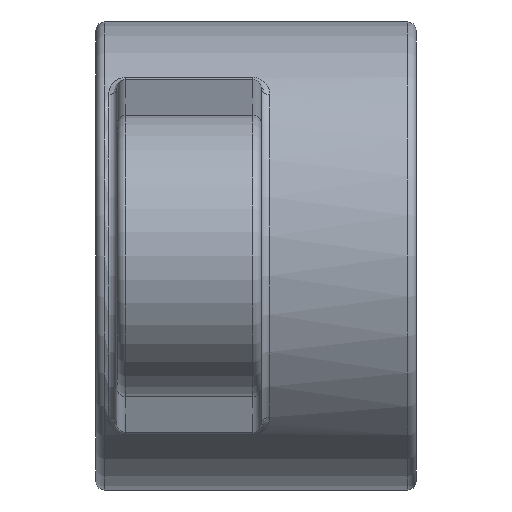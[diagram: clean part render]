
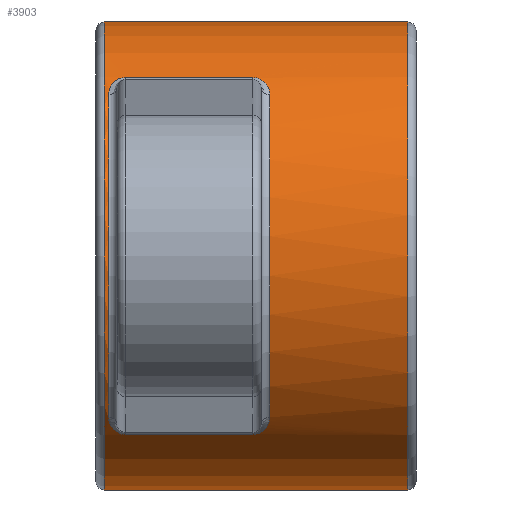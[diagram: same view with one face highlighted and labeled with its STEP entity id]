
A CAD part, left-side view. The second image highlights one B-rep face of the part: STEP entity #3903.
In plain terms, the highlighted cylindrical face has radius 3.325 mm (diameter 6.65 mm), a partial arc.
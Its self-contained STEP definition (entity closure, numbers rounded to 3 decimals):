
#191 = CIRCLE ( 'NONE', #832, 3.325 ) ;
#302 = CARTESIAN_POINT ( 'NONE',  ( -2.2, 2.069, 2.493 ) ) ;
#457 = CARTESIAN_POINT ( 'NONE',  ( -2.151, 1.93, -2.535 ) ) ;
#512 = EDGE_CURVE ( 'NONE', #571, #3821, #1749, .T. ) ;
#556 = CIRCLE ( 'NONE', #6027, 3.325 ) ;
#571 = VERTEX_POINT ( 'NONE', #6784 ) ;
#581 = CYLINDRICAL_SURFACE ( 'NONE', #2160, 3.325 ) ;
#832 = AXIS2_PLACEMENT_3D ( 'NONE', #1960, #1867, #4365 ) ;
#909 = ORIENTED_EDGE ( 'NONE', *, *, #4200, .T. ) ;
#956 = DIRECTION ( 'NONE',  ( 0., 0., 1. ) ) ;
#997 = CARTESIAN_POINT ( 'NONE',  ( -2.163, 2.007, 2.525 ) ) ;
#1007 = EDGE_CURVE ( 'NONE', #6576, #571, #556, .T. ) ;
#1133 = CARTESIAN_POINT ( 'NONE',  ( -2.223, 2.094, -2.472 ) ) ;
#1272 = CARTESIAN_POINT ( 'NONE',  ( -2.224, -0.044, -2.472 ) ) ;
#1485 = CARTESIAN_POINT ( 'NONE',  ( -2.408, 2.17, 2.293 ) ) ;
#1509 = CIRCLE ( 'NONE', #6070, 3.325 ) ;
#1528 = CARTESIAN_POINT ( 'NONE',  ( -2.408, 2.17, 2.293 ) ) ;
#1646 = CARTESIAN_POINT ( 'NONE',  ( -2.354, -0.12, 2.349 ) ) ;
#1749 = B_SPLINE_CURVE_WITH_KNOTS ( 'NONE', 3,
 ( #6872, #7518, #7434, #1272, #3095, #5574, #6826, #8043 ),
 .UNSPECIFIED., .F., .F.,
 ( 4, 2, 2, 4 ),
 ( 0., 0., 0., 0. ),
 .UNSPECIFIED. ) ;
#1847 = ORIENTED_EDGE ( 'NONE', *, *, #4812, .T. ) ;
#1867 = DIRECTION ( 'NONE',  ( 0., 1., 0. ) ) ;
#1881 = VERTEX_POINT ( 'NONE', #2670 ) ;
#1925 = CARTESIAN_POINT ( 'NONE',  ( -2.163, 2.007, -2.525 ) ) ;
#1960 = CARTESIAN_POINT ( 'NONE',  ( 0., -2.08, 0. ) ) ;
#1971 = VERTEX_POINT ( 'NONE', #4062 ) ;
#2145 = EDGE_CURVE ( 'NONE', #4040, #7276, #8045, .T. ) ;
#2160 = AXIS2_PLACEMENT_3D ( 'NONE', #4591, #3412, #3854 ) ;
#2279 = CARTESIAN_POINT ( 'NONE',  ( -2.151, 1.93, 2.535 ) ) ;
#2294 = DIRECTION ( 'NONE',  ( 0., 1., 0. ) ) ;
#2347 = CARTESIAN_POINT ( 'NONE',  ( -2.298, -0.101, 2.404 ) ) ;
#2380 = CARTESIAN_POINT ( 'NONE',  ( -2.151, 1.97, -2.535 ) ) ;
#2473 = CARTESIAN_POINT ( 'NONE',  ( -2.151, 0.12, 2.535 ) ) ;
#2670 = CARTESIAN_POINT ( 'NONE',  ( 0., -2.08, -3.325 ) ) ;
#2734 = VERTEX_POINT ( 'NONE', #6774 ) ;
#2793 = CARTESIAN_POINT ( 'NONE',  ( -2.223, -0.044, 2.472 ) ) ;
#2888 = CARTESIAN_POINT ( 'NONE',  ( -2.224, 2.094, 2.472 ) ) ;
#2890 = ORIENTED_EDGE ( 'NONE', *, *, #4749, .T. ) ;
#2928 = CARTESIAN_POINT ( 'NONE',  ( -2.151, 1.97, 2.535 ) ) ;
#2935 = CARTESIAN_POINT ( 'NONE',  ( 0., -0.12, 0. ) ) ;
#2964 = LINE ( 'NONE', #8062, #3491 ) ;
#2972 = DIRECTION ( 'NONE',  ( 0., 1., 0. ) ) ;
#3002 = CARTESIAN_POINT ( 'NONE',  ( -2.151, -13.805, 2.535 ) ) ;
#3095 = CARTESIAN_POINT ( 'NONE',  ( -2.2, -0.019, -2.493 ) ) ;
#3274 = B_SPLINE_CURVE_WITH_KNOTS ( 'NONE', 3,
 ( #7918, #5966, #7225, #4801, #2793, #2347, #1646, #6617 ),
 .UNSPECIFIED., .F., .F.,
 ( 4, 2, 2, 4 ),
 ( 0., 0., 0., 0. ),
 .UNSPECIFIED. ) ;
#3412 = DIRECTION ( 'NONE',  ( 0., 1., 0. ) ) ;
#3457 = ORIENTED_EDGE ( 'NONE', *, *, #2145, .T. ) ;
#3491 = VECTOR ( 'NONE', #3611, 1000. ) ;
#3508 = DIRECTION ( 'NONE',  ( 0., -1., 0. ) ) ;
#3599 = CARTESIAN_POINT ( 'NONE',  ( 0., 2.23, -3.325 ) ) ;
#3611 = DIRECTION ( 'NONE',  ( 0., 1., 0. ) ) ;
#3621 = CARTESIAN_POINT ( 'NONE',  ( 0., 2.23, 0. ) ) ;
#3639 = CARTESIAN_POINT ( 'NONE',  ( -2.408, -0.12, 2.293 ) ) ;
#3644 = CARTESIAN_POINT ( 'NONE',  ( -2.354, 2.17, -2.349 ) ) ;
#3692 = FACE_OUTER_BOUND ( 'NONE', #7625, .T. ) ;
#3721 = DIRECTION ( 'NONE',  ( 0., -1., 0. ) ) ;
#3736 = CARTESIAN_POINT ( 'NONE',  ( -2.151, 0.12, -2.535 ) ) ;
#3739 = EDGE_CURVE ( 'NONE', #7795, #6587, #7475, .T. ) ;
#3821 = VERTEX_POINT ( 'NONE', #3736 ) ;
#3854 = DIRECTION ( 'NONE',  ( 0., 0., 1. ) ) ;
#3893 = ORIENTED_EDGE ( 'NONE', *, *, #5730, .T. ) ;
#3903 = ADVANCED_FACE ( 'NONE', ( #3692, #6168 ), #581, .T. ) ;
#4040 = VERTEX_POINT ( 'NONE', #457 ) ;
#4062 = CARTESIAN_POINT ( 'NONE',  ( -2.151, 1.93, 2.535 ) ) ;
#4184 = ORIENTED_EDGE ( 'NONE', *, *, #6129, .T. ) ;
#4200 = EDGE_CURVE ( 'NONE', #1971, #7329, #6804, .T. ) ;
#4256 = VECTOR ( 'NONE', #3721, 1000. ) ;
#4262 = VECTOR ( 'NONE', #7737, 1000. ) ;
#4348 = EDGE_CURVE ( 'NONE', #2734, #7795, #5202, .T. ) ;
#4365 = DIRECTION ( 'NONE',  ( 0., 0., 1. ) ) ;
#4418 = CARTESIAN_POINT ( 'NONE',  ( -2.151, 1.93, -2.535 ) ) ;
#4549 = ORIENTED_EDGE ( 'NONE', *, *, #1007, .T. ) ;
#4591 = CARTESIAN_POINT ( 'NONE',  ( 0., -13.805, 0. ) ) ;
#4703 = VECTOR ( 'NONE', #2294, 1000. ) ;
#4749 = EDGE_CURVE ( 'NONE', #7155, #1971, #5666, .T. ) ;
#4801 = CARTESIAN_POINT ( 'NONE',  ( -2.2, -0.019, 2.493 ) ) ;
#4811 = DIRECTION ( 'NONE',  ( 0., 0., 1. ) ) ;
#4812 = EDGE_CURVE ( 'NONE', #7276, #7155, #1509, .T. ) ;
#4868 = CARTESIAN_POINT ( 'NONE',  ( -2.2, 2.069, -2.493 ) ) ;
#4918 = ORIENTED_EDGE ( 'NONE', *, *, #512, .T. ) ;
#5202 = LINE ( 'NONE', #7171, #4262 ) ;
#5297 = EDGE_CURVE ( 'NONE', #1881, #6587, #2964, .T. ) ;
#5298 = CARTESIAN_POINT ( 'NONE',  ( 0., 2.23, 3.325 ) ) ;
#5512 = CARTESIAN_POINT ( 'NONE',  ( -2.298, 2.151, -2.404 ) ) ;
#5574 = CARTESIAN_POINT ( 'NONE',  ( -2.163, 0.043, -2.525 ) ) ;
#5666 = B_SPLINE_CURVE_WITH_KNOTS ( 'NONE', 3,
 ( #1528, #7883, #7153, #2888, #302, #997, #2928, #2279 ),
 .UNSPECIFIED., .F., .F.,
 ( 4, 2, 2, 4 ),
 ( 0., 0., 0., 0. ),
 .UNSPECIFIED. ) ;
#5730 = EDGE_CURVE ( 'NONE', #1881, #2734, #191, .T. ) ;
#5763 = ORIENTED_EDGE ( 'NONE', *, *, #5297, .F. ) ;
#5885 = CARTESIAN_POINT ( 'NONE',  ( 0., 2.17, 0. ) ) ;
#5966 = CARTESIAN_POINT ( 'NONE',  ( -2.151, 0.08, 2.535 ) ) ;
#5992 = CARTESIAN_POINT ( 'NONE',  ( -2.151, -13.805, -2.535 ) ) ;
#6027 = AXIS2_PLACEMENT_3D ( 'NONE', #2935, #6664, #956 ) ;
#6070 = AXIS2_PLACEMENT_3D ( 'NONE', #5885, #2972, #7839 ) ;
#6114 = CARTESIAN_POINT ( 'NONE',  ( -2.408, 2.17, -2.293 ) ) ;
#6129 = EDGE_CURVE ( 'NONE', #7329, #6576, #3274, .T. ) ;
#6168 = FACE_BOUND ( 'NONE', #7352, .T. ) ;
#6244 = ORIENTED_EDGE ( 'NONE', *, *, #4348, .T. ) ;
#6576 = VERTEX_POINT ( 'NONE', #3639 ) ;
#6587 = VERTEX_POINT ( 'NONE', #3599 ) ;
#6617 = CARTESIAN_POINT ( 'NONE',  ( -2.408, -0.12, 2.293 ) ) ;
#6664 = DIRECTION ( 'NONE',  ( 0., -1., 0. ) ) ;
#6774 = CARTESIAN_POINT ( 'NONE',  ( 0., -2.08, 3.325 ) ) ;
#6784 = CARTESIAN_POINT ( 'NONE',  ( -2.408, -0.12, -2.293 ) ) ;
#6804 = LINE ( 'NONE', #3002, #4256 ) ;
#6826 = CARTESIAN_POINT ( 'NONE',  ( -2.151, 0.08, -2.535 ) ) ;
#6872 = CARTESIAN_POINT ( 'NONE',  ( -2.408, -0.12, -2.293 ) ) ;
#7128 = ORIENTED_EDGE ( 'NONE', *, *, #7567, .T. ) ;
#7153 = CARTESIAN_POINT ( 'NONE',  ( -2.298, 2.151, 2.404 ) ) ;
#7155 = VERTEX_POINT ( 'NONE', #1485 ) ;
#7171 = CARTESIAN_POINT ( 'NONE',  ( 0., -13.805, 3.325 ) ) ;
#7225 = CARTESIAN_POINT ( 'NONE',  ( -2.163, 0.043, 2.525 ) ) ;
#7276 = VERTEX_POINT ( 'NONE', #8002 ) ;
#7329 = VERTEX_POINT ( 'NONE', #2473 ) ;
#7352 = EDGE_LOOP ( 'NONE', ( #4549, #4918, #7128, #3457, #1847, #2890, #909, #4184 ) ) ;
#7434 = CARTESIAN_POINT ( 'NONE',  ( -2.298, -0.101, -2.404 ) ) ;
#7475 = CIRCLE ( 'NONE', #7604, 3.325 ) ;
#7502 = ORIENTED_EDGE ( 'NONE', *, *, #3739, .T. ) ;
#7518 = CARTESIAN_POINT ( 'NONE',  ( -2.354, -0.12, -2.349 ) ) ;
#7567 = EDGE_CURVE ( 'NONE', #3821, #4040, #7815, .T. ) ;
#7604 = AXIS2_PLACEMENT_3D ( 'NONE', #3621, #3508, #4811 ) ;
#7625 = EDGE_LOOP ( 'NONE', ( #5763, #3893, #6244, #7502 ) ) ;
#7737 = DIRECTION ( 'NONE',  ( 0., 1., 0. ) ) ;
#7795 = VERTEX_POINT ( 'NONE', #5298 ) ;
#7815 = LINE ( 'NONE', #5992, #4703 ) ;
#7839 = DIRECTION ( 'NONE',  ( 0., 0., 1. ) ) ;
#7883 = CARTESIAN_POINT ( 'NONE',  ( -2.354, 2.17, 2.349 ) ) ;
#7918 = CARTESIAN_POINT ( 'NONE',  ( -2.151, 0.12, 2.535 ) ) ;
#8002 = CARTESIAN_POINT ( 'NONE',  ( -2.408, 2.17, -2.293 ) ) ;
#8043 = CARTESIAN_POINT ( 'NONE',  ( -2.151, 0.12, -2.535 ) ) ;
#8045 = B_SPLINE_CURVE_WITH_KNOTS ( 'NONE', 3,
 ( #4418, #2380, #1925, #4868, #1133, #5512, #3644, #6114 ),
 .UNSPECIFIED., .F., .F.,
 ( 4, 2, 2, 4 ),
 ( 0., 0., 0., 0. ),
 .UNSPECIFIED. ) ;
#8062 = CARTESIAN_POINT ( 'NONE',  ( 0., -13.805, -3.325 ) ) ;
